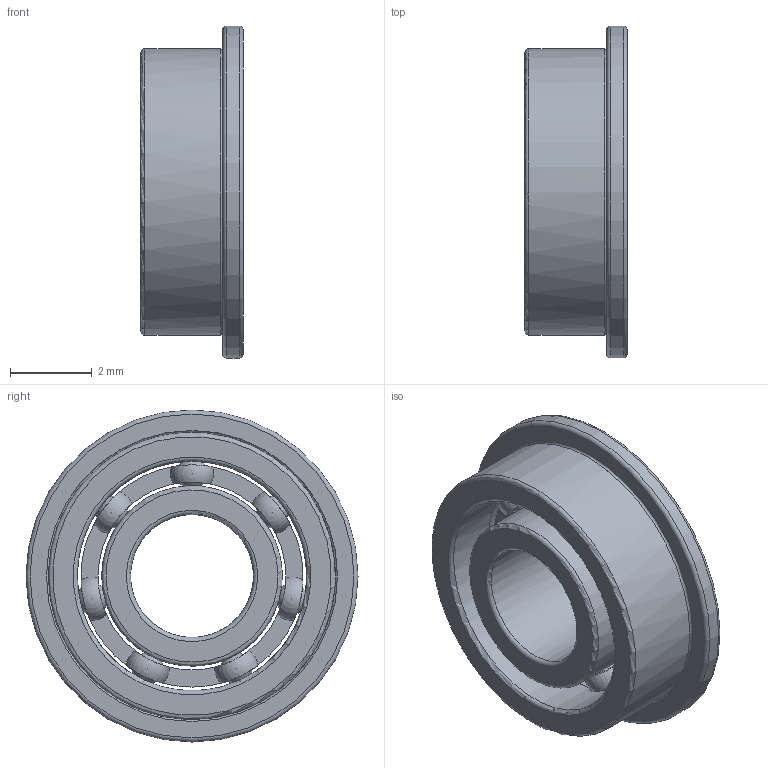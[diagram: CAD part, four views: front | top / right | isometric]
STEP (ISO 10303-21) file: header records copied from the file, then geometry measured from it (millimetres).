
FILE_DESCRIPTION(/* description */ (''),/* implementation_level */ '2;1');
FILE_NAME(/* name */ 'F_683_VA_1.step',/* time_stamp */ '2023-01-07T19:04:35+01:00',/* author */ (''),/* organization */ (''),/* preprocessor_version */ 'ST-DEVELOPER v19.2',/* originating_system */ 'Autodesk Translation Framework v11.17.0.187',/* authorisation */ '');
FILE_SCHEMA (('AUTOMOTIVE_DESIGN { 1 0 10303 214 3 1 1 }'));
Length unit declared in the file: millimetre
Products named in the file (1): F_683_VA_1
Bounding box: 2.5 x 8.1 x 8.1 mm (x, y, z)
Volume: 63.7 mm3; surface area: 257.5 mm2
Topology: 1 solids, 1 shells, 82 faces, 291 edges, 192 vertices
Faces by surface type: plane 33, sphere 28, torus 10, cylinder 9, cone 2
Full cylindrical faces by diameter (mm): 3 x1, 4.4 x2, 4.58 x1, 5.42 x1, 5.6 x2, 7 x1, 8.1 x1
Entity records: 4369 total; most frequent: CARTESIAN_POINT 1793, DIRECTION 549, ORIENTED_EDGE 542, EDGE_CURVE 271, AXIS2_PLACEMENT_3D 269, VERTEX_POINT 192, CIRCLE 186, EDGE_LOOP 113
